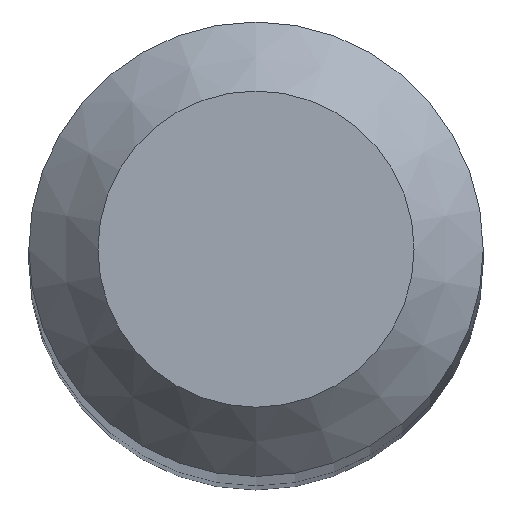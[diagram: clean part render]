
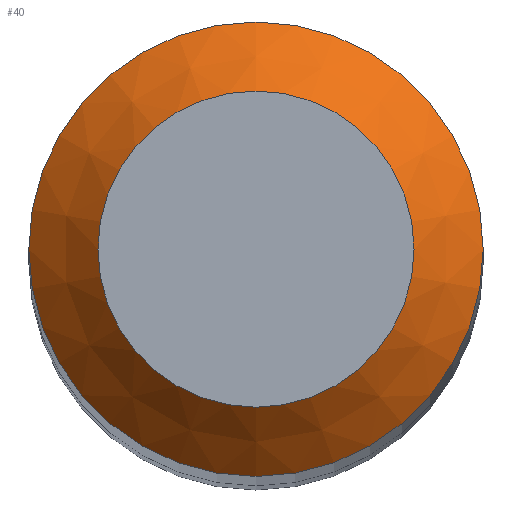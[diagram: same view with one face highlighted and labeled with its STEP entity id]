
A CAD part, top view. The second image highlights one B-rep face of the part: STEP entity #40.
In plain terms, the highlighted conical face has half-angle 45 degrees and reference radius 0.8 mm.
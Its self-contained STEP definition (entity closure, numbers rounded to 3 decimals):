
#7 = AXIS2_PLACEMENT_3D ( 'NONE', #178, #161, #82 ) ;
#14 = CARTESIAN_POINT ( 'NONE',  ( 0., 0., 40. ) ) ;
#32 = ORIENTED_EDGE ( 'NONE', *, *, #88, .F. ) ;
#40 = ADVANCED_FACE ( 'NONE', ( #188, #156 ), #54, .T. ) ;
#54 = CONICAL_SURFACE ( 'NONE', #58, 0.8, 0.785 ) ;
#58 = AXIS2_PLACEMENT_3D ( 'NONE', #14, #113, #174 ) ;
#65 = DIRECTION ( 'NONE',  ( 0., 0., -1. ) ) ;
#76 = CIRCLE ( 'NONE', #90, 1.15 ) ;
#82 = DIRECTION ( 'NONE',  ( 0., 1., 0. ) ) ;
#83 = VERTEX_POINT ( 'NONE', #143 ) ;
#88 = EDGE_CURVE ( 'NONE', #120, #120, #76, .T. ) ;
#90 = AXIS2_PLACEMENT_3D ( 'NONE', #141, #65, #176 ) ;
#113 = DIRECTION ( 'NONE',  ( 0., 0., -1. ) ) ;
#120 = VERTEX_POINT ( 'NONE', #129 ) ;
#126 = EDGE_LOOP ( 'NONE', ( #32 ) ) ;
#129 = CARTESIAN_POINT ( 'NONE',  ( 0., 1.15, 39.65 ) ) ;
#139 = EDGE_LOOP ( 'NONE', ( #190 ) ) ;
#141 = CARTESIAN_POINT ( 'NONE',  ( 0., 0., 39.65 ) ) ;
#143 = CARTESIAN_POINT ( 'NONE',  ( 0., 0.8, 40. ) ) ;
#156 = FACE_BOUND ( 'NONE', #139, .T. ) ;
#161 = DIRECTION ( 'NONE',  ( 0., 0., -1. ) ) ;
#162 = CIRCLE ( 'NONE', #7, 0.8 ) ;
#174 = DIRECTION ( 'NONE',  ( 0., 1., 0. ) ) ;
#176 = DIRECTION ( 'NONE',  ( 0., 1., 0. ) ) ;
#178 = CARTESIAN_POINT ( 'NONE',  ( 0., 0., 40. ) ) ;
#182 = EDGE_CURVE ( 'NONE', #83, #83, #162, .T. ) ;
#188 = FACE_OUTER_BOUND ( 'NONE', #126, .T. ) ;
#190 = ORIENTED_EDGE ( 'NONE', *, *, #182, .T. ) ;
